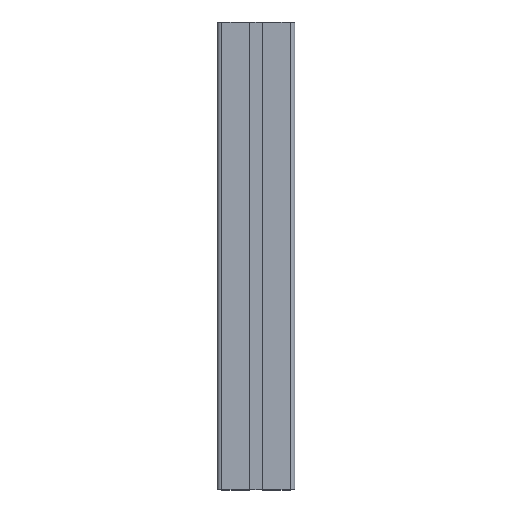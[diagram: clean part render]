
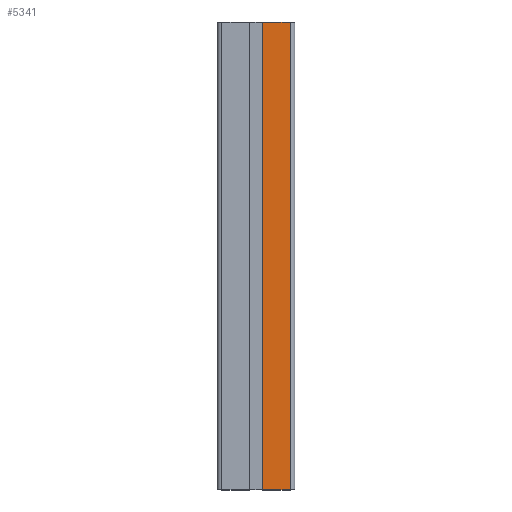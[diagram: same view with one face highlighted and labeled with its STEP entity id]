
A CAD part, top view. The second image highlights one B-rep face of the part: STEP entity #5341.
In plain terms, the highlighted face is planar.
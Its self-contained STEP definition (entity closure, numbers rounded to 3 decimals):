
#7 = VECTOR ( 'NONE', #1356, 1000. ) ;
#874 = AXIS2_PLACEMENT_3D ( 'NONE', #6515, #6507, #6511 ) ;
#1251 = CARTESIAN_POINT ( 'NONE',  ( -4.1, 50., 0. ) ) ;
#1252 = DIRECTION ( 'NONE',  ( -1., 0., 0. ) ) ;
#1257 = LINE ( 'NONE', #1261, #4047 ) ;
#1261 = CARTESIAN_POINT ( 'NONE',  ( -22., 50., -300. ) ) ;
#1262 = DIRECTION ( 'NONE',  ( 0., 0., 1. ) ) ;
#1265 = LINE ( 'NONE', #1251, #4050 ) ;
#1356 = DIRECTION ( 'NONE',  ( 0., 0., 1. ) ) ;
#1360 = LINE ( 'NONE', #1362, #7 ) ;
#1362 = CARTESIAN_POINT ( 'NONE',  ( -4.1, 50., -300. ) ) ;
#1403 = CARTESIAN_POINT ( 'NONE',  ( -4.1, 50., -300. ) ) ;
#1417 = LINE ( 'NONE', #1403, #9184 ) ;
#1419 = DIRECTION ( 'NONE',  ( -1., 0., 0. ) ) ;
#4047 = VECTOR ( 'NONE', #1262, 1000. ) ;
#4050 = VECTOR ( 'NONE', #1252, 1000. ) ;
#4435 = VERTEX_POINT ( 'NONE', #6301 ) ;
#4452 = VERTEX_POINT ( 'NONE', #6284 ) ;
#4460 = VERTEX_POINT ( 'NONE', #6275 ) ;
#4462 = VERTEX_POINT ( 'NONE', #6290 ) ;
#5341 = ADVANCED_FACE ( 'PLANAR_31', ( #6468 ), #6505, .T. ) ;
#6275 = CARTESIAN_POINT ( 'NONE',  ( -4.1, 50., 0. ) ) ;
#6284 = CARTESIAN_POINT ( 'NONE',  ( -4.1, 50., -300. ) ) ;
#6290 = CARTESIAN_POINT ( 'NONE',  ( -22., 50., -300. ) ) ;
#6301 = CARTESIAN_POINT ( 'NONE',  ( -22., 50., 0. ) ) ;
#6468 = FACE_OUTER_BOUND ( 'NONE', #7769, .T. ) ;
#6505 = PLANE ( 'NONE',  #874 ) ;
#6507 = DIRECTION ( 'NONE',  ( 0., 1., 0. ) ) ;
#6511 = DIRECTION ( 'NONE',  ( 0., 0., 1. ) ) ;
#6515 = CARTESIAN_POINT ( 'NONE',  ( -4.1, 50., -300. ) ) ;
#7308 = EDGE_CURVE ( 'NONE', #4462, #4435, #1257, .T. ) ;
#7309 = EDGE_CURVE ( 'NONE', #4460, #4435, #1265, .T. ) ;
#7341 = EDGE_CURVE ( 'NONE', #4452, #4460, #1360, .T. ) ;
#7361 = EDGE_CURVE ( 'NONE', #4452, #4462, #1417, .T. ) ;
#7769 = EDGE_LOOP ( 'NONE', ( #7938, #7944, #7949, #7952 ) ) ;
#7938 = ORIENTED_EDGE ( 'NONE', *, *, #7309, .F. ) ;
#7944 = ORIENTED_EDGE ( 'NONE', *, *, #7341, .F. ) ;
#7949 = ORIENTED_EDGE ( 'NONE', *, *, #7361, .T. ) ;
#7952 = ORIENTED_EDGE ( 'NONE', *, *, #7308, .T. ) ;
#9184 = VECTOR ( 'NONE', #1419, 1000. ) ;
